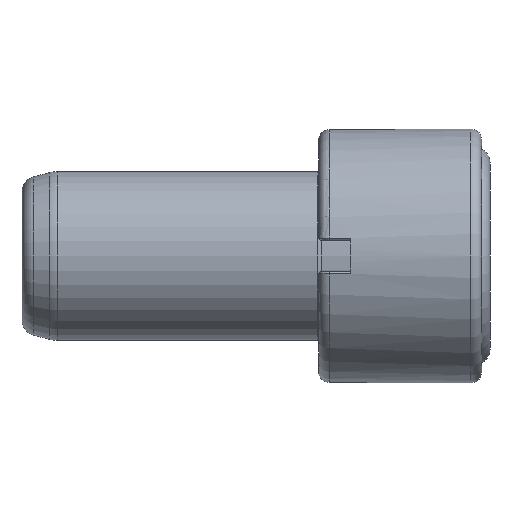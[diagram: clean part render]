
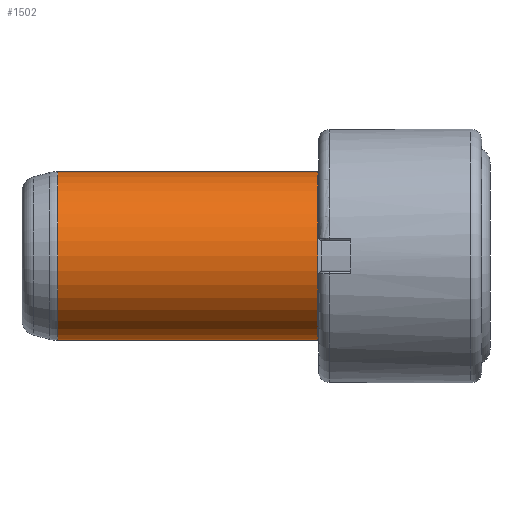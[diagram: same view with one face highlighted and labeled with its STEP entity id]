
A CAD part, front view. The second image highlights one B-rep face of the part: STEP entity #1502.
In plain terms, the highlighted cylindrical face has radius 7.99 mm (diameter 15.98 mm), a full revolution.
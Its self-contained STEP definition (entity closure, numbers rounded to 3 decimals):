
#40=CYLINDRICAL_SURFACE('',#1704,7.99);
#155=CIRCLE('',#1702,7.99);
#156=CIRCLE('',#1703,7.99);
#157=CIRCLE('',#1705,7.99);
#158=CIRCLE('',#1706,7.99);
#159=CIRCLE('',#1707,7.99);
#309=FACE_OUTER_BOUND('',#397,.T.);
#397=EDGE_LOOP('',(#1357,#1358,#1359,#1360,#1361,#1362,#1363));
#478=LINE('',#3202,#554);
#554=VECTOR('',#2140,7.99);
#704=VERTEX_POINT('',#3195);
#705=VERTEX_POINT('',#3197);
#706=VERTEX_POINT('',#3201);
#707=VERTEX_POINT('',#3203);
#708=VERTEX_POINT('',#3205);
#928=EDGE_CURVE('',#704,#705,#155,.T.);
#929=EDGE_CURVE('',#705,#704,#156,.T.);
#930=EDGE_CURVE('',#704,#706,#478,.T.);
#931=EDGE_CURVE('',#706,#707,#157,.T.);
#932=EDGE_CURVE('',#707,#708,#158,.T.);
#933=EDGE_CURVE('',#708,#706,#159,.T.);
#1357=ORIENTED_EDGE('',*,*,#929,.F.);
#1358=ORIENTED_EDGE('',*,*,#928,.F.);
#1359=ORIENTED_EDGE('',*,*,#930,.T.);
#1360=ORIENTED_EDGE('',*,*,#931,.T.);
#1361=ORIENTED_EDGE('',*,*,#932,.T.);
#1362=ORIENTED_EDGE('',*,*,#933,.T.);
#1363=ORIENTED_EDGE('',*,*,#930,.F.);
#1502=ADVANCED_FACE('',(#309),#40,.T.);
#1702=AXIS2_PLACEMENT_3D('',#3198,#2134,#2135);
#1703=AXIS2_PLACEMENT_3D('',#3199,#2136,#2137);
#1704=AXIS2_PLACEMENT_3D('',#3200,#2138,#2139);
#1705=AXIS2_PLACEMENT_3D('',#3204,#2141,#2142);
#1706=AXIS2_PLACEMENT_3D('',#3206,#2143,#2144);
#1707=AXIS2_PLACEMENT_3D('',#3207,#2145,#2146);
#2134=DIRECTION('center_axis',(1.,0.,0.));
#2135=DIRECTION('ref_axis',(0.,0.,-1.));
#2136=DIRECTION('center_axis',(1.,0.,0.));
#2137=DIRECTION('ref_axis',(0.,0.,-1.));
#2138=DIRECTION('center_axis',(1.,0.,0.));
#2139=DIRECTION('ref_axis',(0.,1.,0.));
#2140=DIRECTION('',(-1.,0.,0.));
#2141=DIRECTION('center_axis',(1.,0.,0.));
#2142=DIRECTION('ref_axis',(0.,0.,-1.));
#2143=DIRECTION('center_axis',(1.,0.,0.));
#2144=DIRECTION('ref_axis',(0.,0.,-1.));
#2145=DIRECTION('center_axis',(1.,0.,0.));
#2146=DIRECTION('ref_axis',(0.,0.,-1.));
#3195=CARTESIAN_POINT('',(28.,-7.99,0.));
#3197=CARTESIAN_POINT('',(28.,7.99,0.));
#3198=CARTESIAN_POINT('Origin',(28.,0.,0.));
#3199=CARTESIAN_POINT('Origin',(28.,0.,0.));
#3200=CARTESIAN_POINT('Origin',(15.697,0.,0.));
#3201=CARTESIAN_POINT('',(3.395,-7.99,0.));
#3202=CARTESIAN_POINT('',(15.697,-7.99,0.));
#3203=CARTESIAN_POINT('',(3.395,7.99,0.));
#3204=CARTESIAN_POINT('Origin',(3.395,0.,0.));
#3205=CARTESIAN_POINT('',(3.395,0.,7.99));
#3206=CARTESIAN_POINT('Origin',(3.395,0.,0.));
#3207=CARTESIAN_POINT('Origin',(3.395,0.,0.));
